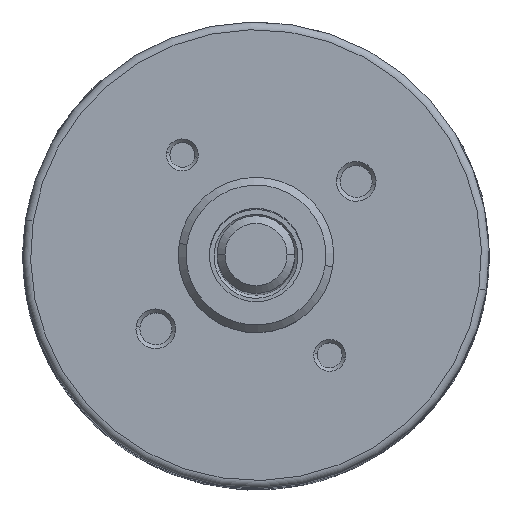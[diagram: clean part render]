
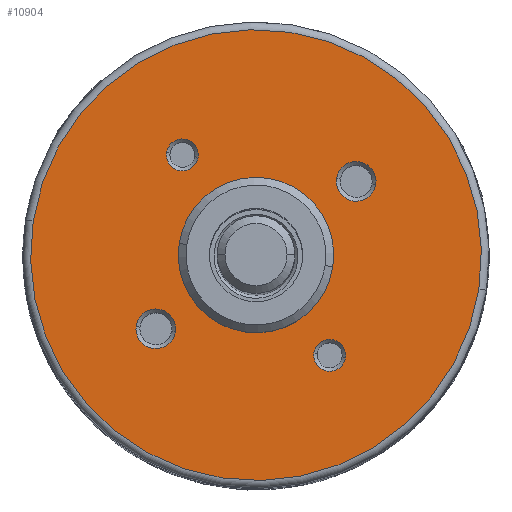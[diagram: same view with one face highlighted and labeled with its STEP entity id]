
A CAD part, top view. The second image highlights one B-rep face of the part: STEP entity #10904.
In plain terms, the highlighted face is planar.
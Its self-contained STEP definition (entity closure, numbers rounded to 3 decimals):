
#80 = CARTESIAN_POINT ( 'NONE',  ( 5.657, 5.657, 0. ) ) ;
#106 = VERTEX_POINT ( 'NONE', #14711 ) ;
#551 = CIRCLE ( 'NONE', #5329, 14.5 ) ;
#597 = FACE_BOUND ( 'NONE', #15266, .T. ) ;
#756 = EDGE_CURVE ( 'NONE', #10267, #9725, #12886, .T. ) ;
#785 = CARTESIAN_POINT ( 'NONE',  ( 0., 0., 0. ) ) ;
#959 = DIRECTION ( 'NONE',  ( 1., 0., 0. ) ) ;
#982 = VERTEX_POINT ( 'NONE', #14072 ) ;
#1059 = AXIS2_PLACEMENT_3D ( 'NONE', #5233, #10901, #8121 ) ;
#1171 = CARTESIAN_POINT ( 'NONE',  ( 5.657, 5.657, 0. ) ) ;
#1173 = DIRECTION ( 'NONE',  ( 0., 0., -1. ) ) ;
#1416 = DIRECTION ( 'NONE',  ( 1., 0., 0. ) ) ;
#1832 = EDGE_CURVE ( 'NONE', #17612, #10660, #2524, .T. ) ;
#2096 = FACE_BOUND ( 'NONE', #13446, .T. ) ;
#2258 = DIRECTION ( 'NONE',  ( 0., 0., -1. ) ) ;
#2284 = FACE_OUTER_BOUND ( 'NONE', #14645, .T. ) ;
#2350 = CARTESIAN_POINT ( 'NONE',  ( -6.932, 5.657, 0. ) ) ;
#2404 = EDGE_CURVE ( 'NONE', #4206, #11841, #4034, .T. ) ;
#2476 = EDGE_CURVE ( 'NONE', #11841, #4206, #16843, .T. ) ;
#2524 = CIRCLE ( 'NONE', #14717, 1.275 ) ;
#2728 = CARTESIAN_POINT ( 'NONE',  ( -5.657, 5.657, 0. ) ) ;
#2852 = CARTESIAN_POINT ( 'NONE',  ( 6.932, -5.657, 0. ) ) ;
#3167 = EDGE_CURVE ( 'NONE', #7646, #5929, #9048, .T. ) ;
#3233 = CARTESIAN_POINT ( 'NONE',  ( 6.682, 5.657, 0. ) ) ;
#3598 = DIRECTION ( 'NONE',  ( 0., 0., 1. ) ) ;
#3759 = AXIS2_PLACEMENT_3D ( 'NONE', #1171, #11131, #8083 ) ;
#3925 = CARTESIAN_POINT ( 'NONE',  ( 5.657, -5.657, 0. ) ) ;
#3971 = CARTESIAN_POINT ( 'NONE',  ( -5.657, 5.657, 0. ) ) ;
#4034 = CIRCLE ( 'NONE', #14435, 5. ) ;
#4146 = AXIS2_PLACEMENT_3D ( 'NONE', #3971, #1173, #14024 ) ;
#4206 = VERTEX_POINT ( 'NONE', #9160 ) ;
#4392 = DIRECTION ( 'NONE',  ( -1., 0., 0. ) ) ;
#4961 = CARTESIAN_POINT ( 'NONE',  ( 0., 0., 0. ) ) ;
#4963 = DIRECTION ( 'NONE',  ( 0., 0., -1. ) ) ;
#5233 = CARTESIAN_POINT ( 'NONE',  ( 0., 0., 0. ) ) ;
#5240 = EDGE_LOOP ( 'NONE', ( #8810, #9569 ) ) ;
#5329 = AXIS2_PLACEMENT_3D ( 'NONE', #15405, #5356, #959 ) ;
#5356 = DIRECTION ( 'NONE',  ( 0., 0., -1. ) ) ;
#5643 = DIRECTION ( 'NONE',  ( -1., 0., 0. ) ) ;
#5769 = EDGE_CURVE ( 'NONE', #5929, #7646, #6336, .T. ) ;
#5858 = EDGE_CURVE ( 'NONE', #982, #11387, #14365, .T. ) ;
#5929 = VERTEX_POINT ( 'NONE', #13233 ) ;
#6336 = CIRCLE ( 'NONE', #9293, 1.025 ) ;
#6370 = CIRCLE ( 'NONE', #12591, 1.025 ) ;
#6753 = ORIENTED_EDGE ( 'NONE', *, *, #3167, .F. ) ;
#7056 = ORIENTED_EDGE ( 'NONE', *, *, #7632, .F. ) ;
#7196 = DIRECTION ( 'NONE',  ( 0., 0., -1. ) ) ;
#7529 = CARTESIAN_POINT ( 'NONE',  ( 5., 0., 0. ) ) ;
#7632 = EDGE_CURVE ( 'NONE', #8367, #106, #6370, .T. ) ;
#7646 = VERTEX_POINT ( 'NONE', #3233 ) ;
#7707 = FACE_BOUND ( 'NONE', #18145, .T. ) ;
#7760 = CARTESIAN_POINT ( 'NONE',  ( 4.382, -5.657, 0. ) ) ;
#7795 = FACE_BOUND ( 'NONE', #15574, .T. ) ;
#7820 = CARTESIAN_POINT ( 'NONE',  ( -6.682, -5.657, 0. ) ) ;
#7885 = FACE_BOUND ( 'NONE', #5240, .T. ) ;
#8070 = PLANE ( 'NONE',  #10914 ) ;
#8083 = DIRECTION ( 'NONE',  ( -1., 0., 0. ) ) ;
#8121 = DIRECTION ( 'NONE',  ( -1., 0., 0. ) ) ;
#8367 = VERTEX_POINT ( 'NONE', #7820 ) ;
#8391 = AXIS2_PLACEMENT_3D ( 'NONE', #16642, #8520, #5643 ) ;
#8490 = CARTESIAN_POINT ( 'NONE',  ( 0., 0., 0. ) ) ;
#8520 = DIRECTION ( 'NONE',  ( 0., 0., -1. ) ) ;
#8810 = ORIENTED_EDGE ( 'NONE', *, *, #756, .F. ) ;
#9048 = CIRCLE ( 'NONE', #3759, 1.025 ) ;
#9160 = CARTESIAN_POINT ( 'NONE',  ( -5., 0., 0. ) ) ;
#9293 = AXIS2_PLACEMENT_3D ( 'NONE', #80, #7196, #4392 ) ;
#9356 = ORIENTED_EDGE ( 'NONE', *, *, #2404, .F. ) ;
#9569 = ORIENTED_EDGE ( 'NONE', *, *, #13866, .F. ) ;
#9697 = ORIENTED_EDGE ( 'NONE', *, *, #5858, .T. ) ;
#9725 = VERTEX_POINT ( 'NONE', #12445 ) ;
#10047 = AXIS2_PLACEMENT_3D ( 'NONE', #3925, #4963, #15277 ) ;
#10182 = DIRECTION ( 'NONE',  ( -1., 0., 0. ) ) ;
#10267 = VERTEX_POINT ( 'NONE', #2350 ) ;
#10660 = VERTEX_POINT ( 'NONE', #2852 ) ;
#10762 = ORIENTED_EDGE ( 'NONE', *, *, #13481, .F. ) ;
#10901 = DIRECTION ( 'NONE',  ( 0., 0., -1. ) ) ;
#10904 = ADVANCED_FACE ( 'NONE', ( #2096, #7707, #2284, #597, #7885, #7795 ), #8070, .F. ) ;
#10914 = AXIS2_PLACEMENT_3D ( 'NONE', #785, #3598, #17863 ) ;
#11131 = DIRECTION ( 'NONE',  ( 0., 0., -1. ) ) ;
#11300 = ORIENTED_EDGE ( 'NONE', *, *, #5769, .F. ) ;
#11387 = VERTEX_POINT ( 'NONE', #16701 ) ;
#11613 = ORIENTED_EDGE ( 'NONE', *, *, #1832, .F. ) ;
#11683 = DIRECTION ( 'NONE',  ( 0., 0., -1. ) ) ;
#11841 = VERTEX_POINT ( 'NONE', #7529 ) ;
#12394 = DIRECTION ( 'NONE',  ( -1., 0., 0. ) ) ;
#12445 = CARTESIAN_POINT ( 'NONE',  ( -4.382, 5.657, 0. ) ) ;
#12514 = DIRECTION ( 'NONE',  ( 0., 0., -1. ) ) ;
#12591 = AXIS2_PLACEMENT_3D ( 'NONE', #17394, #11683, #10182 ) ;
#12743 = ORIENTED_EDGE ( 'NONE', *, *, #14142, .T. ) ;
#12886 = CIRCLE ( 'NONE', #17061, 1.275 ) ;
#13233 = CARTESIAN_POINT ( 'NONE',  ( 4.632, 5.657, 0. ) ) ;
#13270 = ORIENTED_EDGE ( 'NONE', *, *, #2476, .F. ) ;
#13446 = EDGE_LOOP ( 'NONE', ( #11300, #6753 ) ) ;
#13481 = EDGE_CURVE ( 'NONE', #10660, #17612, #16316, .T. ) ;
#13866 = EDGE_CURVE ( 'NONE', #9725, #10267, #17541, .T. ) ;
#14024 = DIRECTION ( 'NONE',  ( -1., 0., 0. ) ) ;
#14042 = CIRCLE ( 'NONE', #8391, 1.025 ) ;
#14072 = CARTESIAN_POINT ( 'NONE',  ( 14.5, 0., 0. ) ) ;
#14142 = EDGE_CURVE ( 'NONE', #11387, #982, #551, .T. ) ;
#14172 = DIRECTION ( 'NONE',  ( 0., 0., -1. ) ) ;
#14365 = CIRCLE ( 'NONE', #14657, 14.5 ) ;
#14435 = AXIS2_PLACEMENT_3D ( 'NONE', #4961, #16687, #12394 ) ;
#14645 = EDGE_LOOP ( 'NONE', ( #9697, #12743 ) ) ;
#14657 = AXIS2_PLACEMENT_3D ( 'NONE', #8490, #14172, #1416 ) ;
#14711 = CARTESIAN_POINT ( 'NONE',  ( -4.632, -5.657, 0. ) ) ;
#14717 = AXIS2_PLACEMENT_3D ( 'NONE', #14925, #2258, #16610 ) ;
#14917 = ORIENTED_EDGE ( 'NONE', *, *, #17026, .F. ) ;
#14925 = CARTESIAN_POINT ( 'NONE',  ( 5.657, -5.657, 0. ) ) ;
#15266 = EDGE_LOOP ( 'NONE', ( #13270, #9356 ) ) ;
#15277 = DIRECTION ( 'NONE',  ( -1., 0., 0. ) ) ;
#15405 = CARTESIAN_POINT ( 'NONE',  ( 0., 0., 0. ) ) ;
#15574 = EDGE_LOOP ( 'NONE', ( #11613, #10762 ) ) ;
#16316 = CIRCLE ( 'NONE', #10047, 1.275 ) ;
#16610 = DIRECTION ( 'NONE',  ( -1., 0., 0. ) ) ;
#16642 = CARTESIAN_POINT ( 'NONE',  ( -5.657, -5.657, 0. ) ) ;
#16687 = DIRECTION ( 'NONE',  ( 0., 0., -1. ) ) ;
#16701 = CARTESIAN_POINT ( 'NONE',  ( -14.5, 0., 0. ) ) ;
#16843 = CIRCLE ( 'NONE', #1059, 5. ) ;
#17026 = EDGE_CURVE ( 'NONE', #106, #8367, #14042, .T. ) ;
#17061 = AXIS2_PLACEMENT_3D ( 'NONE', #2728, #12514, #18201 ) ;
#17394 = CARTESIAN_POINT ( 'NONE',  ( -5.657, -5.657, 0. ) ) ;
#17541 = CIRCLE ( 'NONE', #4146, 1.275 ) ;
#17612 = VERTEX_POINT ( 'NONE', #7760 ) ;
#17863 = DIRECTION ( 'NONE',  ( 1., 0., 0. ) ) ;
#18145 = EDGE_LOOP ( 'NONE', ( #7056, #14917 ) ) ;
#18201 = DIRECTION ( 'NONE',  ( -1., 0., 0. ) ) ;
